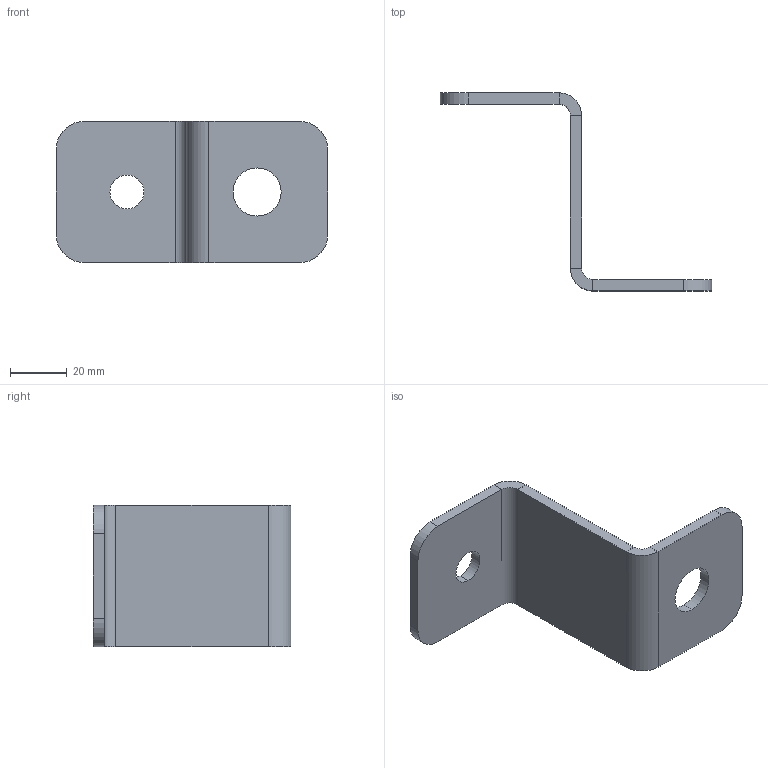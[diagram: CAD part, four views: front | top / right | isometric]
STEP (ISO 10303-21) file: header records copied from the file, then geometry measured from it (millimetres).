
FILE_DESCRIPTION (( 'STEP AP203' ), '1' );
FILE_NAME ('01-02-1593.STEP', '2013-05-06T05:46:17', ( 'asennus' ), ( '' ), 'SwSTEP 2.0', 'SolidWorks 2013', '' );
FILE_SCHEMA (( 'CONFIG_CONTROL_DESIGN' ));
Length unit declared in the file: millimetre
Products named in the file (1): 01-02-1593
Bounding box: 96 x 70 x 50 mm (x, y, z)
Volume: 29666.2 mm3; surface area: 16783.7 mm2
Topology: 1 solids, 1 shells, 30 faces, 68 edges, 40 vertices
Faces by surface type: plane 18, cylinder 12
Entity records: 913 total; most frequent: DIRECTION 154, CARTESIAN_POINT 139, ORIENTED_EDGE 136, EDGE_CURVE 68, AXIS2_PLACEMENT_3D 55, VECTOR 44, LINE 44, VERTEX_POINT 40
